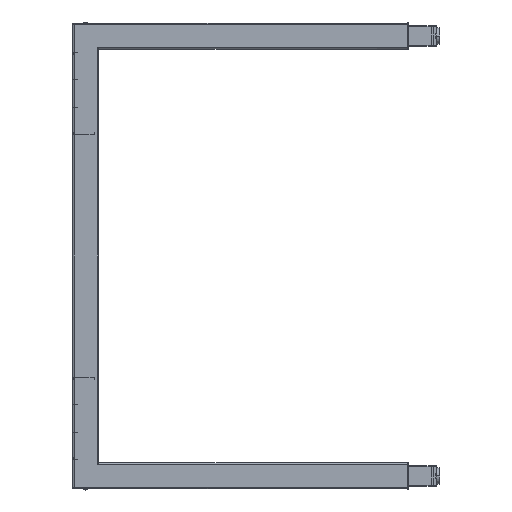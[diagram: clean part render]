
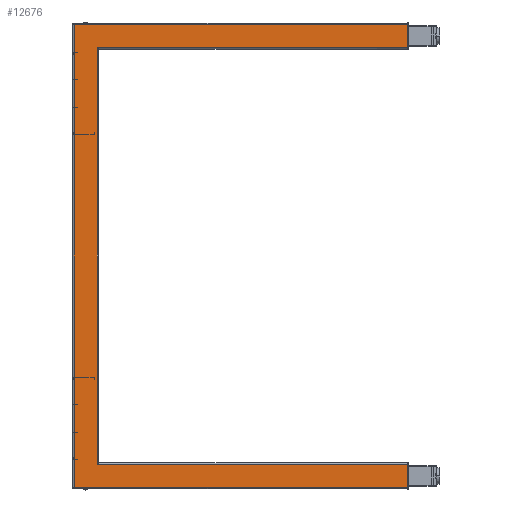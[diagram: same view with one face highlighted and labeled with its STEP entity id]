
A CAD part, left-side view. The second image highlights one B-rep face of the part: STEP entity #12676.
In plain terms, the highlighted planar face has unit normal (-1, 0, 0).
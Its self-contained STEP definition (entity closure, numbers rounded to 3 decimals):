
#1022 = LINE ( 'NONE', #14643, #24512 ) ;
#1152 = LINE ( 'NONE', #4280, #36760 ) ;
#1584 = VERTEX_POINT ( 'NONE', #18332 ) ;
#1646 = CARTESIAN_POINT ( 'NONE',  ( -697.5, 658., 507.855 ) ) ;
#2255 = VECTOR ( 'NONE', #28146, 1000. ) ;
#3170 = VERTEX_POINT ( 'NONE', #15262 ) ;
#3479 = LINE ( 'NONE', #27818, #37194 ) ;
#4126 = DIRECTION ( 'NONE',  ( 1., 0., 0. ) ) ;
#4280 = CARTESIAN_POINT ( 'NONE',  ( -697.5, 705., 444.5 ) ) ;
#4864 = VERTEX_POINT ( 'NONE', #11179 ) ;
#6186 = VERTEX_POINT ( 'NONE', #13784 ) ;
#6876 = CARTESIAN_POINT ( 'NONE',  ( -697.5, 705., 400.5 ) ) ;
#7126 = CARTESIAN_POINT ( 'NONE',  ( -697.5, 658., 400.5 ) ) ;
#7371 = LINE ( 'NONE', #21021, #2255 ) ;
#7491 = DIRECTION ( 'NONE',  ( 0., 0., -1. ) ) ;
#8551 = LINE ( 'NONE', #22404, #23953 ) ;
#8947 = EDGE_CURVE ( 'NONE', #6186, #1584, #1152, .T. ) ;
#11179 = CARTESIAN_POINT ( 'NONE',  ( -697.5, 62., -400.5 ) ) ;
#12123 = ORIENTED_EDGE ( 'NONE', *, *, #14238, .T. ) ;
#12676 = ADVANCED_FACE ( 'NONE', ( #28027 ), #18431, .F. ) ;
#13278 = ORIENTED_EDGE ( 'NONE', *, *, #13896, .F. ) ;
#13722 = ORIENTED_EDGE ( 'NONE', *, *, #24190, .T. ) ;
#13784 = CARTESIAN_POINT ( 'NONE',  ( -697.5, 702., 444.5 ) ) ;
#13896 = EDGE_CURVE ( 'NONE', #4864, #16601, #3479, .T. ) ;
#14238 = EDGE_CURVE ( 'NONE', #6186, #3170, #7371, .T. ) ;
#14643 = CARTESIAN_POINT ( 'NONE',  ( -697.5, 705., -444.5 ) ) ;
#15262 = CARTESIAN_POINT ( 'NONE',  ( -697.5, 702., -444.5 ) ) ;
#16601 = VERTEX_POINT ( 'NONE', #28413 ) ;
#17339 = CARTESIAN_POINT ( 'NONE',  ( -697.5, 705., -400.5 ) ) ;
#17597 = DIRECTION ( 'NONE',  ( 0., -1., 0. ) ) ;
#17856 = ORIENTED_EDGE ( 'NONE', *, *, #8947, .F. ) ;
#18332 = CARTESIAN_POINT ( 'NONE',  ( -697.5, 62., 444.5 ) ) ;
#18431 = PLANE ( 'NONE',  #34579 ) ;
#18739 = VECTOR ( 'NONE', #17597, 1000. ) ;
#19065 = VERTEX_POINT ( 'NONE', #26674 ) ;
#20927 = DIRECTION ( 'NONE',  ( 0., -1., 0. ) ) ;
#21021 = CARTESIAN_POINT ( 'NONE',  ( -697.5, 702., 507.855 ) ) ;
#21190 = VERTEX_POINT ( 'NONE', #44188 ) ;
#22404 = CARTESIAN_POINT ( 'NONE',  ( -697.5, 62., 400.5 ) ) ;
#23137 = VECTOR ( 'NONE', #42512, 1000. ) ;
#23953 = VECTOR ( 'NONE', #35820, 1000. ) ;
#24190 = EDGE_CURVE ( 'NONE', #19065, #1584, #8551, .T. ) ;
#24512 = VECTOR ( 'NONE', #41255, 1000. ) ;
#26427 = EDGE_CURVE ( 'NONE', #21190, #4864, #40574, .T. ) ;
#26674 = CARTESIAN_POINT ( 'NONE',  ( -697.5, 62., 400.5 ) ) ;
#26751 = EDGE_LOOP ( 'NONE', ( #17856, #12123, #29778, #13278, #35013, #43547, #32262, #13722 ) ) ;
#27413 = LINE ( 'NONE', #6876, #18739 ) ;
#27818 = CARTESIAN_POINT ( 'NONE',  ( -697.5, 62., -400.5 ) ) ;
#28027 = FACE_OUTER_BOUND ( 'NONE', #26751, .T. ) ;
#28146 = DIRECTION ( 'NONE',  ( 0., 0., -1. ) ) ;
#28413 = CARTESIAN_POINT ( 'NONE',  ( -697.5, 62., -444.5 ) ) ;
#29778 = ORIENTED_EDGE ( 'NONE', *, *, #31576, .T. ) ;
#30889 = DIRECTION ( 'NONE',  ( 0., -1., 0. ) ) ;
#31576 = EDGE_CURVE ( 'NONE', #3170, #16601, #1022, .T. ) ;
#32065 = VECTOR ( 'NONE', #20927, 1000. ) ;
#32262 = ORIENTED_EDGE ( 'NONE', *, *, #41747, .T. ) ;
#32922 = LINE ( 'NONE', #1646, #23137 ) ;
#32970 = VERTEX_POINT ( 'NONE', #7126 ) ;
#34579 = AXIS2_PLACEMENT_3D ( 'NONE', #41645, #4126, #41869 ) ;
#35013 = ORIENTED_EDGE ( 'NONE', *, *, #26427, .F. ) ;
#35820 = DIRECTION ( 'NONE',  ( 0., 0., 1. ) ) ;
#36760 = VECTOR ( 'NONE', #30889, 1000. ) ;
#37194 = VECTOR ( 'NONE', #7491, 1000. ) ;
#37931 = EDGE_CURVE ( 'NONE', #32970, #21190, #32922, .T. ) ;
#40574 = LINE ( 'NONE', #17339, #32065 ) ;
#41255 = DIRECTION ( 'NONE',  ( 0., -1., 0. ) ) ;
#41645 = CARTESIAN_POINT ( 'NONE',  ( -697.5, 705., 400.5 ) ) ;
#41747 = EDGE_CURVE ( 'NONE', #32970, #19065, #27413, .T. ) ;
#41869 = DIRECTION ( 'NONE',  ( 0., 0., -1. ) ) ;
#42512 = DIRECTION ( 'NONE',  ( 0., 0., -1. ) ) ;
#43547 = ORIENTED_EDGE ( 'NONE', *, *, #37931, .F. ) ;
#44188 = CARTESIAN_POINT ( 'NONE',  ( -697.5, 658., -400.5 ) ) ;
